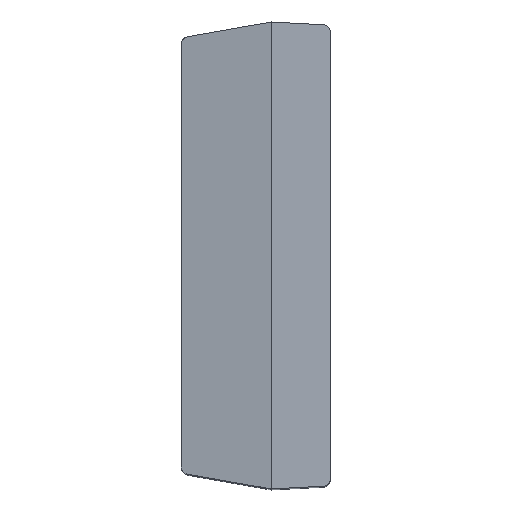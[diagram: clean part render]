
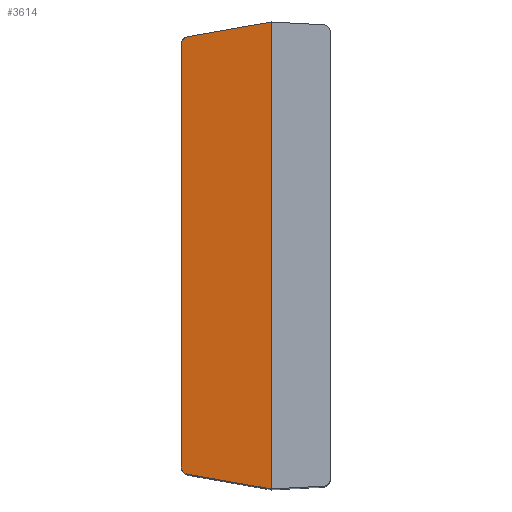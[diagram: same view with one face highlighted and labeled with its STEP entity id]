
A CAD part, top view. The second image highlights one B-rep face of the part: STEP entity #3614.
In plain terms, the highlighted planar face has unit normal (-0.122, 0, 0.993).
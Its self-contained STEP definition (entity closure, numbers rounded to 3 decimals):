
#197=ELLIPSE('',#3888,0.252,0.25);
#198=ELLIPSE('',#3889,0.252,0.25);
#371=FACE_OUTER_BOUND('',#593,.T.);
#593=EDGE_LOOP('',(#2656,#2657,#2658,#2659,#2660,#2661));
#878=LINE('',#5254,#1215);
#884=LINE('',#5267,#1221);
#898=LINE('',#5297,#1235);
#901=LINE('',#5305,#1238);
#1215=VECTOR('',#4353,1000.);
#1221=VECTOR('',#4363,1000.);
#1235=VECTOR('',#4387,1000.);
#1238=VECTOR('',#4400,1000.);
#1539=VERTEX_POINT('',#5251);
#1540=VERTEX_POINT('',#5253);
#1544=VERTEX_POINT('',#5265);
#1545=VERTEX_POINT('',#5266);
#1555=VERTEX_POINT('',#5294);
#1556=VERTEX_POINT('',#5296);
#1941=EDGE_CURVE('',#1539,#1540,#878,.T.);
#1947=EDGE_CURVE('',#1544,#1545,#884,.T.);
#1963=EDGE_CURVE('',#1556,#1555,#898,.T.);
#1968=EDGE_CURVE('',#1555,#1544,#197,.T.);
#1969=EDGE_CURVE('',#1540,#1545,#901,.T.);
#1970=EDGE_CURVE('',#1539,#1556,#198,.T.);
#2656=ORIENTED_EDGE('',*,*,#1963,.T.);
#2657=ORIENTED_EDGE('',*,*,#1968,.T.);
#2658=ORIENTED_EDGE('',*,*,#1947,.T.);
#2659=ORIENTED_EDGE('',*,*,#1969,.F.);
#2660=ORIENTED_EDGE('',*,*,#1941,.F.);
#2661=ORIENTED_EDGE('',*,*,#1970,.T.);
#3429=PLANE('',#3887);
#3614=ADVANCED_FACE('',(#371),#3429,.T.);
#3887=AXIS2_PLACEMENT_3D('',#5303,#4396,#4397);
#3888=AXIS2_PLACEMENT_3D('',#5304,#4398,#4399);
#3889=AXIS2_PLACEMENT_3D('',#5306,#4401,#4402);
#4353=DIRECTION('',(0.978,0.172,0.12));
#4363=DIRECTION('',(0.978,-0.172,0.12));
#4387=DIRECTION('',(0.,-1.,0.));
#4396=DIRECTION('center_axis',(-0.122,0.,
0.993));
#4397=DIRECTION('ref_axis',(-0.993,0.,-0.122));
#4398=DIRECTION('center_axis',(-0.122,0.,
0.993));
#4399=DIRECTION('ref_axis',(-0.993,0.,-0.122));
#4400=DIRECTION('',(0.,-1.,0.));
#4401=DIRECTION('center_axis',(-0.122,0.,
0.993));
#4402=DIRECTION('ref_axis',(-0.993,0.,-0.122));
#5251=CARTESIAN_POINT('',(-2.043,7.307,24.647));
#5253=CARTESIAN_POINT('',(0.75,7.8,24.99));
#5254=CARTESIAN_POINT('',(-2.9,7.156,24.542));
#5265=CARTESIAN_POINT('',(-2.043,-7.307,24.647));
#5266=CARTESIAN_POINT('',(0.75,-7.8,24.99));
#5267=CARTESIAN_POINT('',(-5.529,-6.693,24.219));
#5294=CARTESIAN_POINT('',(-2.25,-7.061,24.622));
#5296=CARTESIAN_POINT('',(-2.25,7.061,24.622));
#5297=CARTESIAN_POINT('',(-2.25,7.8,24.622));
#5303=CARTESIAN_POINT('Origin',(-3.012,7.8,24.528));
#5304=CARTESIAN_POINT('Origin',(-2.,-7.061,24.652));
#5305=CARTESIAN_POINT('',(0.75,7.8,24.99));
#5306=CARTESIAN_POINT('Origin',(-2.,7.061,24.652));
